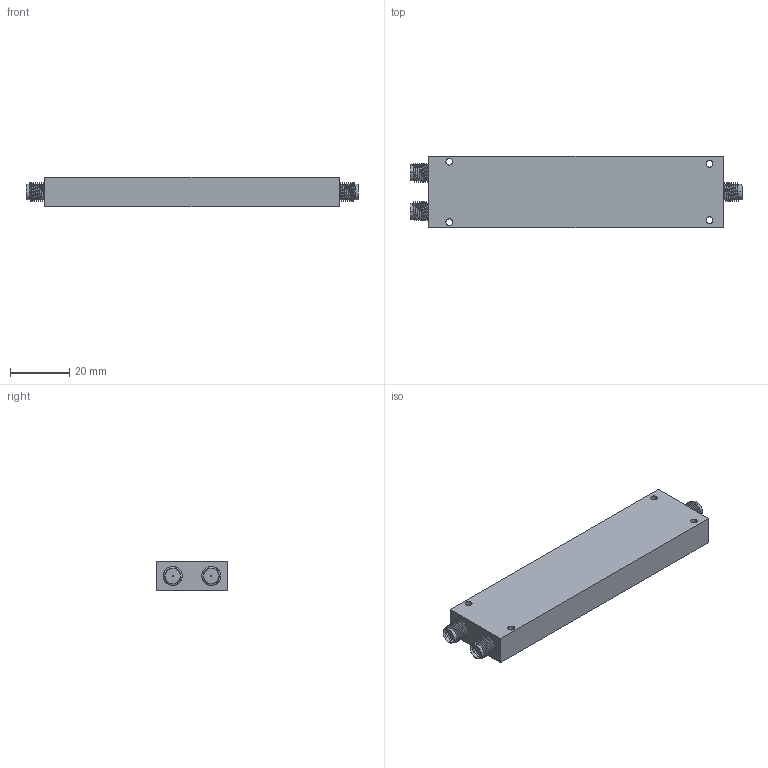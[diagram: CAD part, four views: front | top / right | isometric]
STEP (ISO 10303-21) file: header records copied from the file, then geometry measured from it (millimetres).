
FILE_DESCRIPTION (( 'STEP AP203' ), '1' );
FILE_NAME ('SCS-0131831215-SFSF-22.STEP', '2019-07-18T00:07:07', ( '' ), ( '' ), 'SwSTEP 2.0', 'SolidWorks 2016', '' );
FILE_SCHEMA (( 'CONFIG_CONTROL_DESIGN' ));
Length unit declared in the file: inch
Products named in the file (1): SCS-0131831215-SFSF-22
Bounding box: 111.76 x 24.13 x 9.91 mm (x, y, z)
Volume: 24221.5 mm3; surface area: 8741.7 mm2
Topology: 4 solids, 4 shells, 134 faces, 369 edges, 246 vertices
Faces by surface type: cylinder 107, plane 21, bspline 6
Entity records: 7641 total; most frequent: CARTESIAN_POINT 4620, ORIENTED_EDGE 738, DIRECTION 502, EDGE_CURVE 369, VERTEX_POINT 246, AXIS2_PLACEMENT_3D 181, EDGE_LOOP 151, LINE 140
